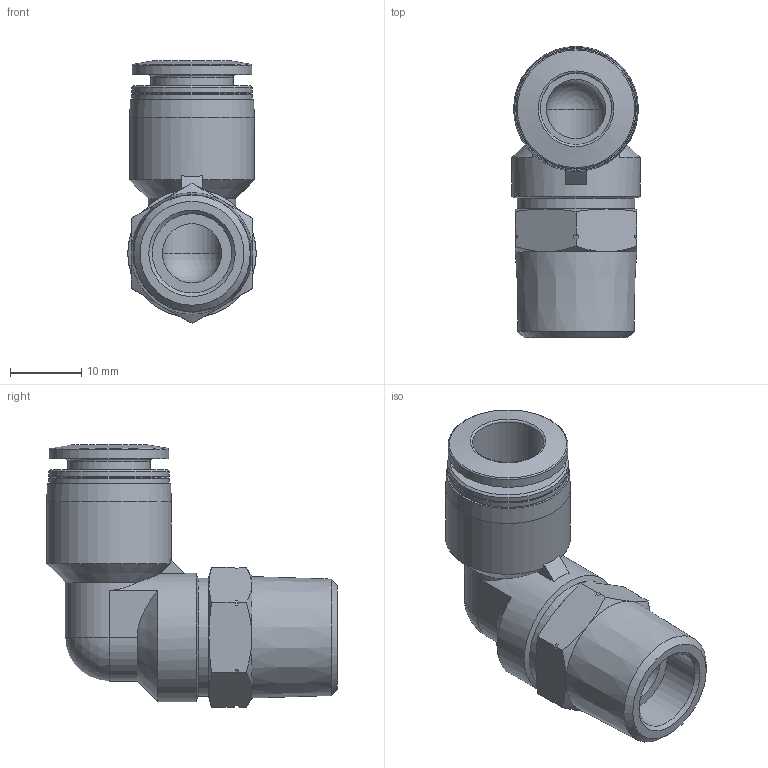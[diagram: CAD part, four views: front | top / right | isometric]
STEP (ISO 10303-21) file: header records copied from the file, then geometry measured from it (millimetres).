
FILE_DESCRIPTION(/* description */ ('STEP AP214'),/* implementation_level */ '2;1');
FILE_NAME(/* name */ '130736_QSL-3_8-10-20',/* time_stamp */ '2024-09-14T08:40:59+02:00',/* author */ ('License CC BY-ND 4.0'),/* organization */ ('CADENAS'),/* preprocessor_version */ 'ST-DEVELOPER v19.3',/* originating_system */ 'PARTsolutions',/* authorisation */ ' ');
FILE_SCHEMA (('AUTOMOTIVE_DESIGN {1 0 10303 214 3 1 1}'));
Length unit declared in the file: millimetre
Products named in the file (1): 130736 QSL-3/8-10-20
Bounding box: 18 x 40.75 x 36.81 mm (x, y, z)
Volume: 7932.9 mm3; surface area: 5234.4 mm2
Topology: 1 solids, 1 shells, 79 faces, 186 edges, 113 vertices
Faces by surface type: cone 36, cylinder 19, plane 19, torus 3, sphere 2
Full cylindrical faces by diameter (mm): 8.3 x2, 10 x1, 11.108 x1, 11.5 x1, 16.5 x1, 16.8 x1, 16.9 x2, 17.5 x1, 18 x1
Entity records: 2717 total; most frequent: CARTESIAN_POINT 518, DIRECTION 324, ORIENTED_EDGE 312, EDGE_CURVE 156, AXIS2_PLACEMENT_3D 144, EDGE_LOOP 111, FACE_BOUND 111, VERTEX_POINT 109
